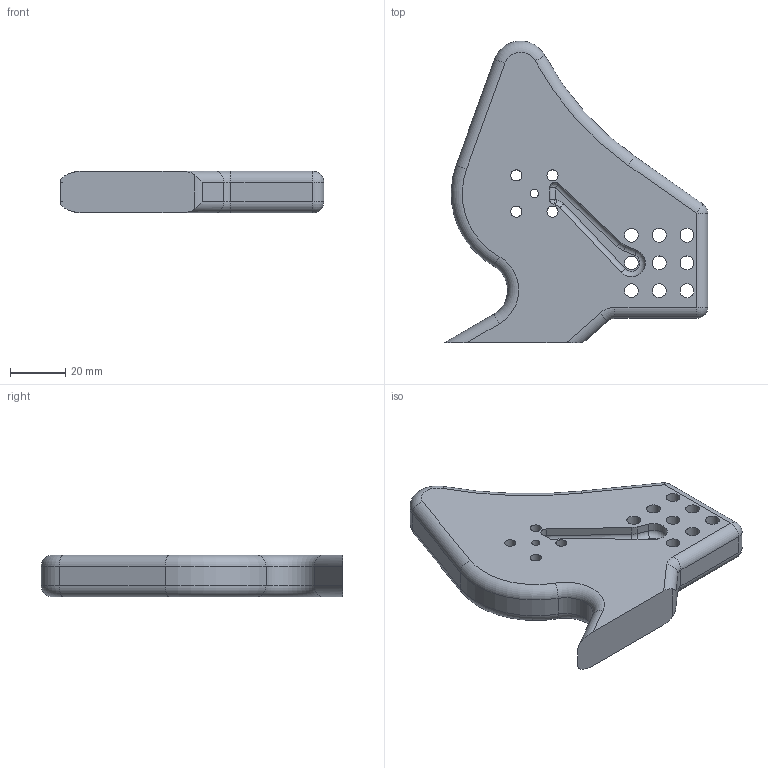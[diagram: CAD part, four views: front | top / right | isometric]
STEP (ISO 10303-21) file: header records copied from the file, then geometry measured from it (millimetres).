
FILE_DESCRIPTION(('FreeCAD Model'),'2;1');
FILE_NAME('Open CASCADE Shape Model','2025-04-12T09:28:17',(''),(''), 'Open CASCADE STEP processor 7.8','FreeCAD','Unknown');
FILE_SCHEMA(('AUTOMOTIVE_DESIGN { 1 0 10303 214 1 1 1 1 }'));
Length unit declared in the file: millimetre
Products named in the file (1): Body
Bounding box: 95 x 108.77 x 15 mm (x, y, z)
Volume: 90213 mm3; surface area: 20901.3 mm2
Topology: 1 solids, 1 shells, 84 faces, 200 edges, 116 vertices
Faces by surface type: cylinder 47, plane 18, torus 13, sphere 4, bspline 2
Full cylindrical faces by diameter (mm): 3 x3, 4 x4, 5 x9, 7.938 x1
Entity records: 2642 total; most frequent: CARTESIAN_POINT 594, DIRECTION 459, ORIENTED_EDGE 388, EDGE_CURVE 194, AXIS2_PLACEMENT_3D 188, FACE_BOUND 116, EDGE_LOOP 116, VERTEX_POINT 116
